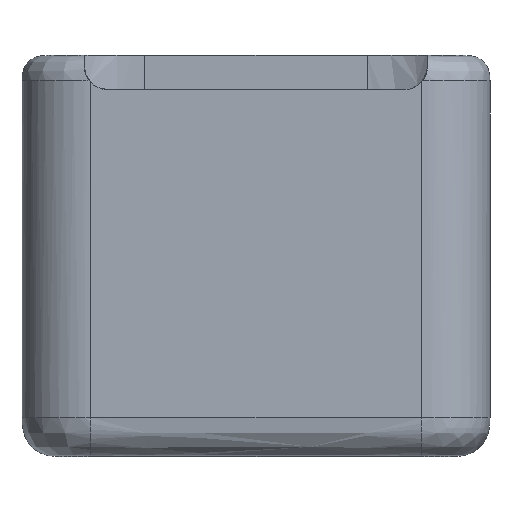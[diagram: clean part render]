
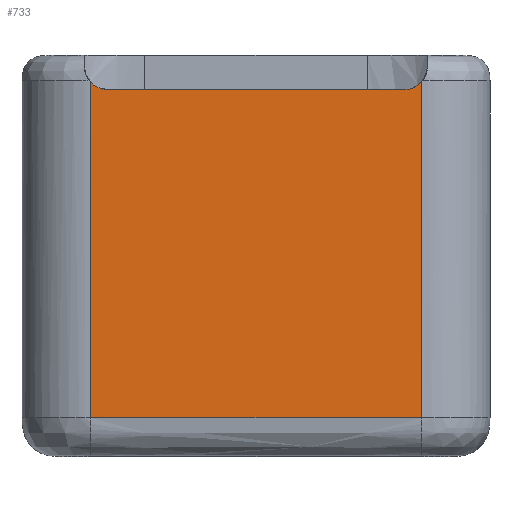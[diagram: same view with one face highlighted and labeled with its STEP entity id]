
A CAD part, front view. The second image highlights one B-rep face of the part: STEP entity #733.
In plain terms, the highlighted planar face has unit normal (0, -1, 0).
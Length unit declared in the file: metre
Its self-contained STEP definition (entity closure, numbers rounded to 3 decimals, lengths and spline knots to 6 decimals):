
#50=B_SPLINE_CURVE_WITH_KNOTS('',3,(#886,#887,#888,#889),.UNSPECIFIED.,
 .F.,.F.,(4,4),(0.,1.),.UNSPECIFIED.);
#51=B_SPLINE_CURVE_WITH_KNOTS('',3,(#893,#894,#895,#896,#897),
 .UNSPECIFIED.,.F.,.F.,(4,1,4),(0.,0.001259,0.002518),
 .UNSPECIFIED.);
#52=B_SPLINE_CURVE_WITH_KNOTS('',3,(#901,#902,#903,#904,#905),
 .UNSPECIFIED.,.F.,.F.,(4,1,4),(0.,0.00126,0.002519),
 .UNSPECIFIED.);
#149=ORIENTED_EDGE('',*,*,#387,.T.);
#150=ORIENTED_EDGE('',*,*,#388,.T.);
#151=ORIENTED_EDGE('',*,*,#389,.F.);
#152=ORIENTED_EDGE('',*,*,#390,.T.);
#153=ORIENTED_EDGE('',*,*,#391,.F.);
#154=ORIENTED_EDGE('',*,*,#392,.T.);
#387=EDGE_CURVE('',#506,#507,#578,.T.);
#388=EDGE_CURVE('',#507,#508,#50,.T.);
#389=EDGE_CURVE('',#509,#508,#579,.T.);
#390=EDGE_CURVE('',#509,#510,#51,.T.);
#391=EDGE_CURVE('',#511,#510,#580,.T.);
#392=EDGE_CURVE('',#511,#506,#52,.T.);
#506=VERTEX_POINT('',#884);
#507=VERTEX_POINT('',#885);
#508=VERTEX_POINT('',#890);
#509=VERTEX_POINT('',#892);
#510=VERTEX_POINT('',#898);
#511=VERTEX_POINT('',#900);
#578=LINE('',#883,#595);
#579=LINE('',#891,#596);
#580=LINE('',#899,#597);
#595=VECTOR('',#822,1.);
#596=VECTOR('',#823,1.);
#597=VECTOR('',#824,1.);
#612=EDGE_LOOP('',(#149,#150,#151,#152,#153,#154));
#665=FACE_BOUND('',#612,.T.);
#718=PLANE('',#796);
#733=ADVANCED_FACE('',(#665),#718,.F.);
#796=AXIS2_PLACEMENT_3D('',#882,#820,#821);
#820=DIRECTION('',(0.,1.,0.));
#821=DIRECTION('',(0.,0.,1.));
#822=DIRECTION('',(0.,0.,-1.));
#823=DIRECTION('',(0.,0.,-1.));
#824=DIRECTION('',(1.,0.,0.));
#882=CARTESIAN_POINT('',(0.,-0.014351,0.04445));
#883=CARTESIAN_POINT('',(-0.018313,-0.014351,0.04445));
#884=CARTESIAN_POINT('',(-0.018313,-0.014351,0.041437));
#885=CARTESIAN_POINT('',(-0.018313,-0.014351,0.004292));
#886=CARTESIAN_POINT('',(-0.018313,-0.014351,0.004292));
#887=CARTESIAN_POINT('',(-0.006104,-0.014351,0.004292));
#888=CARTESIAN_POINT('',(0.006104,-0.014351,0.004292));
#889=CARTESIAN_POINT('',(0.018313,-0.014351,0.004292));
#890=CARTESIAN_POINT('',(0.018313,-0.014351,0.004292));
#891=CARTESIAN_POINT('',(0.018313,-0.014351,0.04445));
#892=CARTESIAN_POINT('',(0.018313,-0.014351,0.041437));
#893=CARTESIAN_POINT('',(0.018313,-0.014351,0.041437));
#894=CARTESIAN_POINT('',(0.018018,-0.014351,0.04113));
#895=CARTESIAN_POINT('',(0.017264,-0.014351,0.040701));
#896=CARTESIAN_POINT('',(0.016408,-0.014351,0.04064));
#897=CARTESIAN_POINT('',(0.015984,-0.014351,0.04064));
#898=CARTESIAN_POINT('',(0.015984,-0.014351,0.04064));
#899=CARTESIAN_POINT('',(0.,-0.014351,0.04064));
#900=CARTESIAN_POINT('',(-0.015984,-0.014351,0.04064));
#901=CARTESIAN_POINT('',(-0.015984,-0.014351,0.04064));
#902=CARTESIAN_POINT('',(-0.016406,-0.014351,0.04064));
#903=CARTESIAN_POINT('',(-0.017257,-0.014351,0.040699));
#904=CARTESIAN_POINT('',(-0.018017,-0.014351,0.041129));
#905=CARTESIAN_POINT('',(-0.018313,-0.014351,0.041437));
